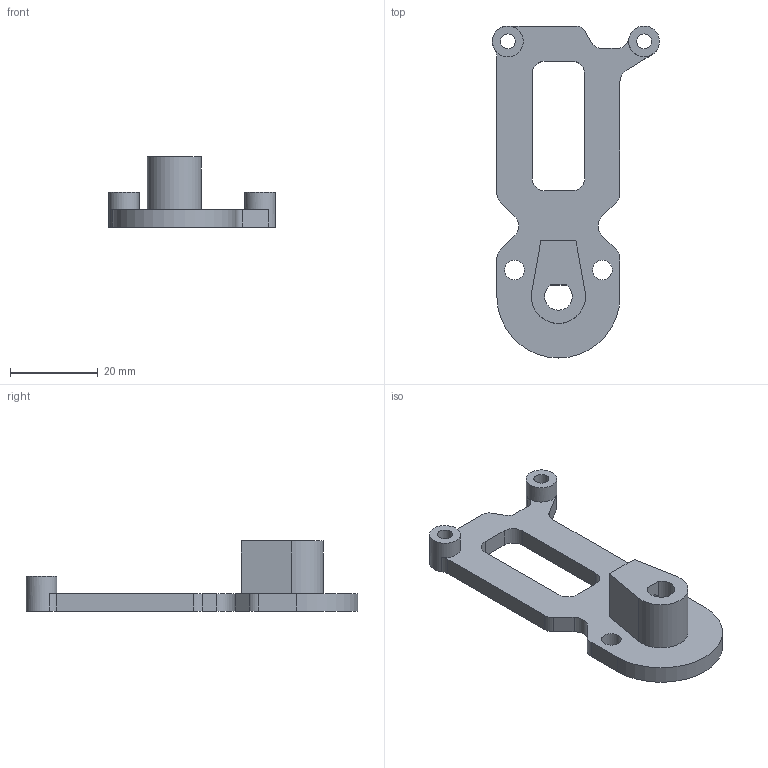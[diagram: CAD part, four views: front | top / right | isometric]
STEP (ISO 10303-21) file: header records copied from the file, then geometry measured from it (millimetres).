
FILE_DESCRIPTION(/* description */ (''),/* implementation_level */ '2;1');
FILE_NAME(/* name */ 'extruder mount v1.step',/* time_stamp */ '2024-03-22T18:22:11Z',/* author */ (''),/* organization */ (''),/* preprocessor_version */ 'ST-DEVELOPER v20',/* originating_system */ 'Autodesk Translation Framework v12.20.1.177',/* authorisation */ '');
FILE_SCHEMA (('AUTOMOTIVE_DESIGN { 1 0 10303 214 3 1 1 }'));
Length unit declared in the file: millimetre
Products named in the file (1): extruder mount
Bounding box: 38 x 75.5 x 16 mm (x, y, z)
Volume: 8246.4 mm3; surface area: 5801.8 mm2
Topology: 1 solids, 1 shells, 52 faces, 150 edges, 100 vertices
Faces by surface type: plane 27, cylinder 25
Full cylindrical faces by diameter (mm): 3.4 x2, 3.8 x1, 4.5 x2, 7 x2
Entity records: 1796 total; most frequent: CARTESIAN_POINT 315, DIRECTION 308, ORIENTED_EDGE 300, EDGE_CURVE 150, AXIS2_PLACEMENT_3D 108, VERTEX_POINT 100, LINE 92, VECTOR 92
